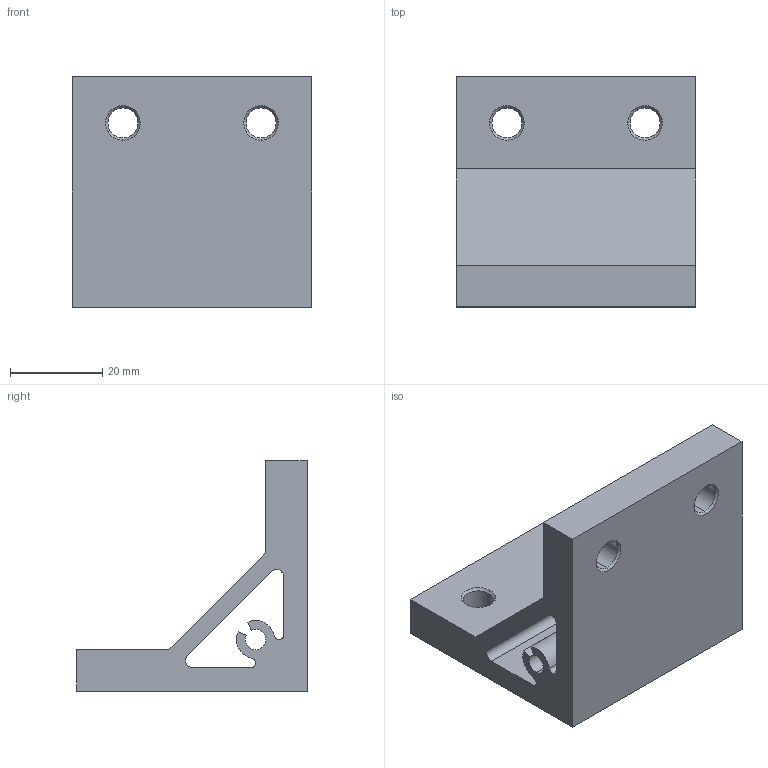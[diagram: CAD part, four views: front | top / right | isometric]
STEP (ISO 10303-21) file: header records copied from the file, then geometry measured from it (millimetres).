
FILE_DESCRIPTION (( 'STEP AP214' ), '1' );
FILE_NAME ('Ñáîðêà2.STEP', '2023-11-29T13:19:32', ( '' ), ( '' ), 'SwSTEP 2.0', 'SolidWorks 2022', '' );
FILE_SCHEMA (( 'AUTOMOTIVE_DESIGN' ));
Length unit declared in the file: millimetre
Products named in the file (2): Сборка2; A790 Угловой соединитель 50х50х22, паз 8_00
Assembly tree (1 placements, depth 2):
  Сборка2
    A790 Угловой соединитель 50х50х22, паз 8_00
Bounding box: 52 x 50 x 50 mm (x, y, z)
Volume: 41920.4 mm3; surface area: 16799.9 mm2
Topology: 1 solids, 1 shells, 49 faces, 125 edges, 78 vertices
Faces by surface type: cylinder 19, cone 16, plane 14
Entity records: 1604 total; most frequent: DIRECTION 285, CARTESIAN_POINT 256, ORIENTED_EDGE 250, EDGE_CURVE 125, AXIS2_PLACEMENT_3D 107, VERTEX_POINT 78, VECTOR 71, LINE 71
